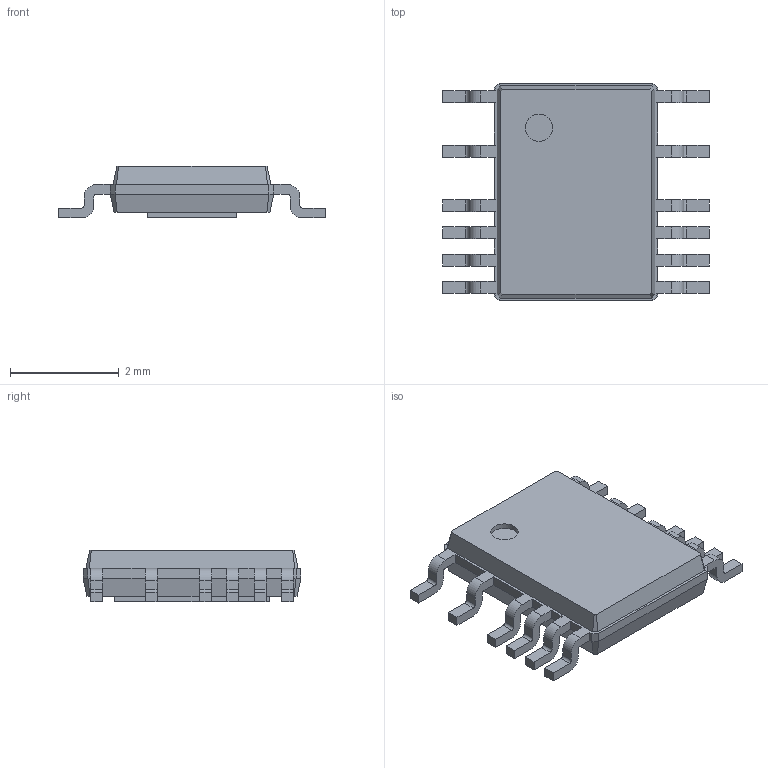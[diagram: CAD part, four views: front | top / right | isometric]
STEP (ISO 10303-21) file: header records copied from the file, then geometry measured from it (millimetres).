
FILE_DESCRIPTION(/* description */ ('model of MSOP-12-16-1EP_3x4mm_Pitch0.5mm'),/* implementation_level */ '2;1');
FILE_NAME(/* name */ 'MSOP-12-16-1EP_3x4mm_Pitch0.5mm.step',/* time_stamp */ '2017-04-14T22:40:26',/* author */ ('kicad StepUp','ksu'),/* organization */ ('FreeCAD'),/* preprocessor_version */ 'OCC',/* originating_system */ 'kicad StepUp',/* authorisation */ '');
FILE_SCHEMA(('AUTOMOTIVE_DESIGN_CC2 { 1 2 10303 214 -1 1 5 4 }'));
Length unit declared in the file: millimetre
Products named in the file (1): MSOP_12_16_1EP_3x4mm_Pitch05mm
Bounding box: 4.9 x 4 x 0.95 mm (x, y, z)
Volume: 10.7 mm3; surface area: 46.9 mm2
Topology: 1 solids, 1 shells, 221 faces, 579 edges, 362 vertices
Faces by surface type: plane 136, cylinder 49, bspline 36
Full cylindrical faces by diameter (mm): 0.5 x1
Entity records: 8184 total; most frequent: CARTESIAN_POINT 1303, ORIENTED_EDGE 1158, DIRECTION 1017, EDGE_CURVE 579, LINE 449, VECTOR 449, VERTEX_POINT 362, AXIS2_PLACEMENT_3D 284
